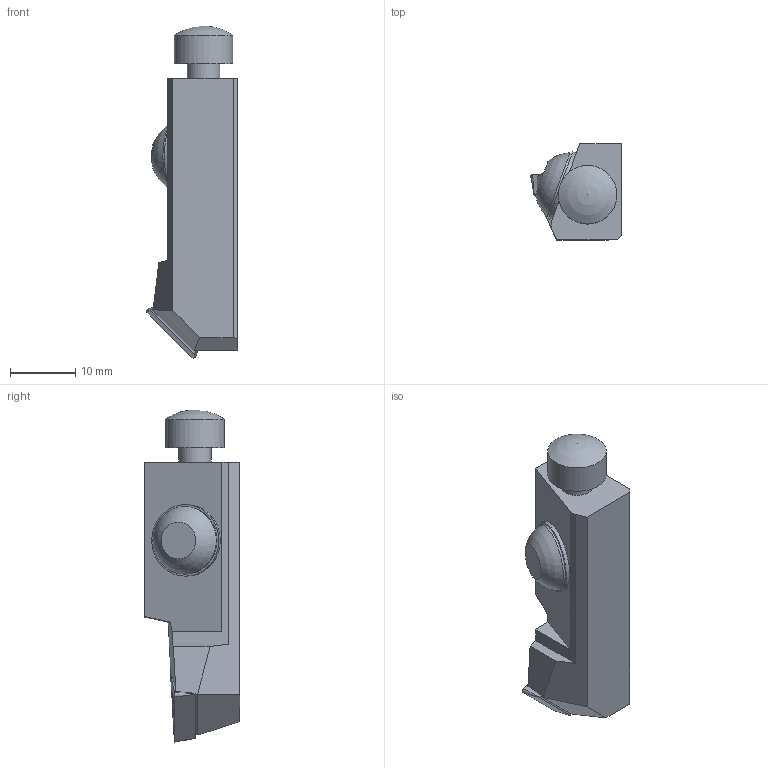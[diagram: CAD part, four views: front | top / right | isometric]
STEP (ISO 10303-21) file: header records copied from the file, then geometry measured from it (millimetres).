
FILE_DESCRIPTION(/* description */ (''),/* implementation_level */ '2;1');
FILE_NAME(/* name */ '1687847295297.stp',/* time_stamp */ '2023-06-27T11:58:24+05:00',/* author */ (''),/* organization */ ('SMS'),/* preprocessor_version */ 'ST-DEVELOPER v16.7',/* originating_system */ 'SIEMENS PLM Software NX 12.0',/* authorisation */ '');
FILE_SCHEMA (('AUTOMOTIVE_DESIGN { 1 0 10303 214 3 1 1 1 }'));
Length unit declared in the file: millimetre
Products named in the file (4): ASSEMBLY_CONSTRUCTION; IsoTurningInsert; 204798381mod000_00; 204798382mod000_00
Assembly tree (3 placements, depth 2):
  204798382mod000_00
    204798381mod000_00
    IsoTurningInsert
    ASSEMBLY_CONSTRUCTION
Bounding box: 13.96 x 14.75 x 51.04 mm (x, y, z)
Volume: 5695.7 mm3; surface area: 2661.5 mm2
Topology: 2 solids, 2 shells, 52 faces, 128 edges, 92 vertices
Faces by surface type: plane 32, cylinder 7, cone 6, torus 4, sphere 3
Full cylindrical faces by diameter (mm): 2.8 x2, 3.45 x1, 5 x1, 9 x1, 10.375 x1, 11 x1
Entity records: 1599 total; most frequent: CARTESIAN_POINT 268, DIRECTION 259, ORIENTED_EDGE 206, EDGE_CURVE 103, AXIS2_PLACEMENT_3D 93, VERTEX_POINT 76, EDGE_LOOP 75, LINE 73
